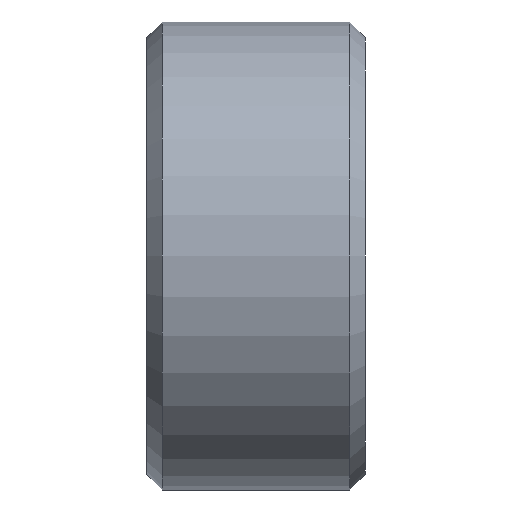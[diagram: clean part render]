
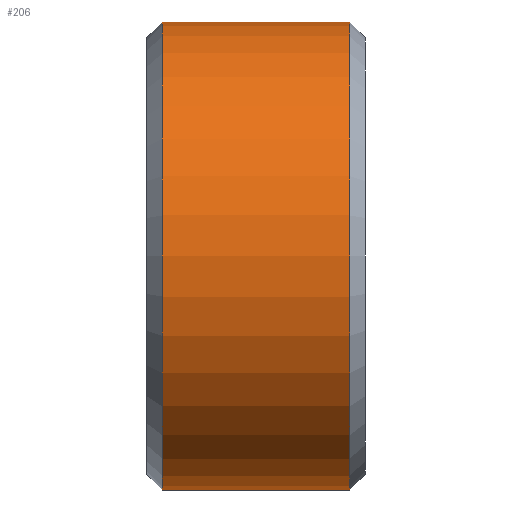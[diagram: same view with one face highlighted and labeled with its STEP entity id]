
A CAD part, left-side view. The second image highlights one B-rep face of the part: STEP entity #206.
In plain terms, the highlighted cylindrical face has radius 15 mm (diameter 30 mm), a partial arc.
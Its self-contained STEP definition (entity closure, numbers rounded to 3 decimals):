
#31 = CARTESIAN_POINT ( 'NONE',  ( 0., 13., -15. ) ) ;
#38 = EDGE_CURVE ( 'NONE', #646, #202, #111, .T. ) ;
#46 = ORIENTED_EDGE ( 'NONE', *, *, #275, .F. ) ;
#47 = AXIS2_PLACEMENT_3D ( 'NONE', #383, #176, #470 ) ;
#71 = CARTESIAN_POINT ( 'NONE',  ( 0., 13., 15. ) ) ;
#73 = CIRCLE ( 'NONE', #637, 15. ) ;
#75 = CYLINDRICAL_SURFACE ( 'NONE', #550, 15. ) ;
#111 = LINE ( 'NONE', #353, #480 ) ;
#120 = EDGE_CURVE ( 'NONE', #202, #267, #73, .T. ) ;
#139 = EDGE_LOOP ( 'NONE', ( #46, #534, #577, #304 ) ) ;
#176 = DIRECTION ( 'NONE',  ( 0., 1., 0. ) ) ;
#181 = DIRECTION ( 'NONE',  ( 0., -1., 0. ) ) ;
#182 = VERTEX_POINT ( 'NONE', #71 ) ;
#185 = CARTESIAN_POINT ( 'NONE',  ( 0., 1., -15. ) ) ;
#202 = VERTEX_POINT ( 'NONE', #185 ) ;
#206 = ADVANCED_FACE ( 'NONE', ( #328 ), #75, .T. ) ;
#215 = DIRECTION ( 'NONE',  ( 0., 0., 1. ) ) ;
#233 = EDGE_CURVE ( 'NONE', #646, #182, #262, .T. ) ;
#236 = DIRECTION ( 'NONE',  ( 0., 0., -1. ) ) ;
#262 = CIRCLE ( 'NONE', #47, 15. ) ;
#264 = DIRECTION ( 'NONE',  ( 0., -1., 0. ) ) ;
#267 = VERTEX_POINT ( 'NONE', #527 ) ;
#273 = DIRECTION ( 'NONE',  ( 0., 1., 0. ) ) ;
#275 = EDGE_CURVE ( 'NONE', #182, #267, #277, .T. ) ;
#277 = LINE ( 'NONE', #523, #475 ) ;
#280 = DIRECTION ( 'NONE',  ( 0., -1., 0. ) ) ;
#304 = ORIENTED_EDGE ( 'NONE', *, *, #120, .T. ) ;
#328 = FACE_OUTER_BOUND ( 'NONE', #139, .T. ) ;
#353 = CARTESIAN_POINT ( 'NONE',  ( 0., 14., -15. ) ) ;
#383 = CARTESIAN_POINT ( 'NONE',  ( 0., 13., 0. ) ) ;
#409 = CARTESIAN_POINT ( 'NONE',  ( 0., 1., 0. ) ) ;
#470 = DIRECTION ( 'NONE',  ( 0., 0., 1. ) ) ;
#475 = VECTOR ( 'NONE', #181, 1000. ) ;
#480 = VECTOR ( 'NONE', #264, 1000. ) ;
#483 = CARTESIAN_POINT ( 'NONE',  ( 0., 14., 0. ) ) ;
#523 = CARTESIAN_POINT ( 'NONE',  ( 0., 14., 15. ) ) ;
#527 = CARTESIAN_POINT ( 'NONE',  ( 0., 1., 15. ) ) ;
#534 = ORIENTED_EDGE ( 'NONE', *, *, #233, .F. ) ;
#550 = AXIS2_PLACEMENT_3D ( 'NONE', #483, #280, #236 ) ;
#577 = ORIENTED_EDGE ( 'NONE', *, *, #38, .T. ) ;
#637 = AXIS2_PLACEMENT_3D ( 'NONE', #409, #273, #215 ) ;
#646 = VERTEX_POINT ( 'NONE', #31 ) ;
